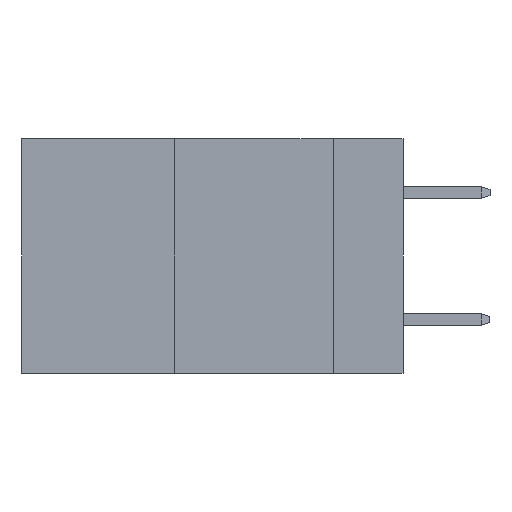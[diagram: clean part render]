
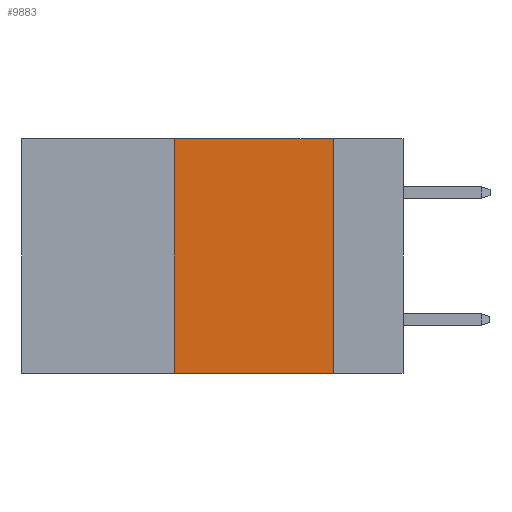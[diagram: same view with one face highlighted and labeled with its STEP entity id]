
A CAD part, left-side view. The second image highlights one B-rep face of the part: STEP entity #9883.
In plain terms, the highlighted planar face has unit normal (-1, 0, 0).
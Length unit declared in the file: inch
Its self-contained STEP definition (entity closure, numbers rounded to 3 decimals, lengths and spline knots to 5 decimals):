
#146 = VECTOR ( 'NONE', #1140, 39.37008 ) ;
#488 = CARTESIAN_POINT ( 'NONE',  ( 0., 0.11, 0. ) ) ;
#611 = CARTESIAN_POINT ( 'NONE',  ( 0., 0.36, -0.37 ) ) ;
#616 = VERTEX_POINT ( 'NONE', #2897 ) ;
#1140 = DIRECTION ( 'NONE',  ( 0., -1., 0. ) ) ;
#1211 = DIRECTION ( 'NONE',  ( 0., 0., 1. ) ) ;
#1432 = CARTESIAN_POINT ( 'NONE',  ( 0., 0.6, 0. ) ) ;
#1490 = VECTOR ( 'NONE', #2484, 39.37008 ) ;
#1694 = DIRECTION ( 'NONE',  ( 1., 0., 0. ) ) ;
#1763 = DIRECTION ( 'NONE',  ( 0., 0., -1. ) ) ;
#2484 = DIRECTION ( 'NONE',  ( 0., 0., -1. ) ) ;
#2539 = FACE_OUTER_BOUND ( 'NONE', #11443, .T. ) ;
#2897 = CARTESIAN_POINT ( 'NONE',  ( 0., 0.11, -0.37 ) ) ;
#3174 = AXIS2_PLACEMENT_3D ( 'NONE', #10737, #1694, #1763 ) ;
#3219 = LINE ( 'NONE', #5379, #146 ) ;
#4121 = EDGE_CURVE ( 'NONE', #4551, #616, #3219, .T. ) ;
#4246 = ORIENTED_EDGE ( 'NONE', *, *, #4121, .T. ) ;
#4551 = VERTEX_POINT ( 'NONE', #611 ) ;
#5379 = CARTESIAN_POINT ( 'NONE',  ( 0., 0.6, -0.37 ) ) ;
#6139 = ORIENTED_EDGE ( 'NONE', *, *, #6972, .F. ) ;
#6972 = EDGE_CURVE ( 'NONE', #10015, #616, #11263, .T. ) ;
#7897 = LINE ( 'NONE', #11889, #12159 ) ;
#8468 = CARTESIAN_POINT ( 'NONE',  ( 0., 0.36, 0. ) ) ;
#8831 = VECTOR ( 'NONE', #11249, 39.37008 ) ;
#9612 = ORIENTED_EDGE ( 'NONE', *, *, #10450, .F. ) ;
#9758 = EDGE_CURVE ( 'NONE', #11706, #10015, #10393, .T. ) ;
#9883 = ADVANCED_FACE ( 'NONE', ( #2539 ), #10662, .F. ) ;
#10015 = VERTEX_POINT ( 'NONE', #12025 ) ;
#10393 = LINE ( 'NONE', #1432, #8831 ) ;
#10450 = EDGE_CURVE ( 'NONE', #4551, #11706, #7897, .T. ) ;
#10662 = PLANE ( 'NONE',  #3174 ) ;
#10737 = CARTESIAN_POINT ( 'NONE',  ( 0., 0.6, 0. ) ) ;
#11249 = DIRECTION ( 'NONE',  ( 0., -1., 0. ) ) ;
#11252 = ORIENTED_EDGE ( 'NONE', *, *, #9758, .F. ) ;
#11263 = LINE ( 'NONE', #488, #1490 ) ;
#11443 = EDGE_LOOP ( 'NONE', ( #6139, #11252, #9612, #4246 ) ) ;
#11706 = VERTEX_POINT ( 'NONE', #8468 ) ;
#11889 = CARTESIAN_POINT ( 'NONE',  ( 0., 0.36, 0. ) ) ;
#12025 = CARTESIAN_POINT ( 'NONE',  ( 0., 0.11, 0. ) ) ;
#12159 = VECTOR ( 'NONE', #1211, 39.37008 ) ;
